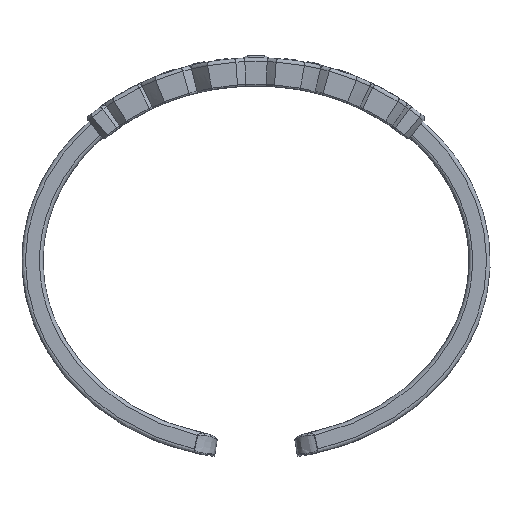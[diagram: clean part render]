
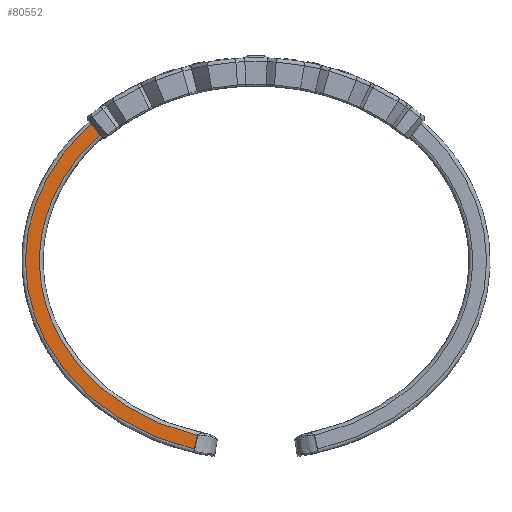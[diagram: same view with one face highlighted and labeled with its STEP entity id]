
A CAD part, front view. The second image highlights one B-rep face of the part: STEP entity #80552.
In plain terms, the highlighted free-form (B-spline) face has degree [3, 3] with [4, 16] control points.
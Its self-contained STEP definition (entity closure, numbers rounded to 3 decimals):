
#80213 = VERTEX_POINT('',#80214);
#80214 = CARTESIAN_POINT('',(-83.21,-30.,-247.9));
#80346 = VERTEX_POINT('',#80347);
#80347 = CARTESIAN_POINT('',(-220.284,-30.,179.702));
#80414 = EDGE_CURVE('',#80213,#80346,#80415,.T.);
#80415 = B_SPLINE_CURVE_WITH_KNOTS('',3,(#80416,#80417,#80418,#80419,
    #80420,#80421,#80422,#80423,#80424,#80425,#80426,#80427,#80428,
    #80429,#80430,#80431),.UNSPECIFIED.,.F.,.F.,(4,1,2,2,1,1,1,1,2,1,4),
  (0.052,0.171,0.289,0.408,
    0.526,0.585,0.645,0.704,
    0.763,0.882,0.995),.UNSPECIFIED.);
#80416 = CARTESIAN_POINT('',(-83.21,-30.,-247.9));
#80417 = CARTESIAN_POINT('',(-106.14,-30.,-242.507));
#80418 = CARTESIAN_POINT('',(-150.937,-30.,-227.174));
#80419 = CARTESIAN_POINT('',(-191.616,-30.,-202.556));
#80420 = CARTESIAN_POINT('',(-228.84,-30.,-173.363));
#80421 = CARTESIAN_POINT('',(-245.734,-30.,-156.457));
#80422 = CARTESIAN_POINT('',(-274.319,-30.,-118.535));
#80423 = CARTESIAN_POINT('',(-291.827,-30.,-86.964));
#80424 = CARTESIAN_POINT('',(-304.608,-30.,-40.837));
#80425 = CARTESIAN_POINT('',(-308.435,-30.,-5.102));
#80426 = CARTESIAN_POINT('',(-306.293,-30.,30.78));
#80427 = CARTESIAN_POINT('',(-300.966,-30.,54.119));
#80428 = CARTESIAN_POINT('',(-290.256,-30.,88.247));
#80429 = CARTESIAN_POINT('',(-269.133,-30.,130.403));
#80430 = CARTESIAN_POINT('',(-237.486,-30.,164.914));
#80431 = CARTESIAN_POINT('',(-220.284,-30.,179.702));
#80552 = ADVANCED_FACE('',(#80553),#80593,.T.);
#80553 = FACE_BOUND('',#80554,.T.);
#80554 = EDGE_LOOP('',(#80555,#80564,#80565,#80574));
#80555 = ORIENTED_EDGE('',*,*,#80556,.F.);
#80556 = EDGE_CURVE('',#80213,#80557,#80559,.T.);
#80557 = VERTEX_POINT('',#80558);
#80558 = CARTESIAN_POINT('',(-87.79,-30.,-267.369));
#80559 = B_SPLINE_CURVE_WITH_KNOTS('',3,(#80560,#80561,#80562,#80563),
  .UNSPECIFIED.,.F.,.F.,(4,4),(0.,2.),.PIECEWISE_BEZIER_KNOTS.);
#80560 = CARTESIAN_POINT('',(-83.21,-30.,-247.9));
#80561 = CARTESIAN_POINT('',(-84.737,-30.,-254.39));
#80562 = CARTESIAN_POINT('',(-86.263,-30.,-260.879));
#80563 = CARTESIAN_POINT('',(-87.79,-30.,-267.369));
#80564 = ORIENTED_EDGE('',*,*,#80414,.T.);
#80565 = ORIENTED_EDGE('',*,*,#80566,.T.);
#80566 = EDGE_CURVE('',#80346,#80567,#80569,.T.);
#80567 = VERTEX_POINT('',#80568);
#80568 = CARTESIAN_POINT('',(-233.321,-30.,194.869));
#80569 = B_SPLINE_CURVE_WITH_KNOTS('',3,(#80570,#80571,#80572,#80573),
  .UNSPECIFIED.,.F.,.F.,(4,4),(0.,2.),
  .PIECEWISE_BEZIER_KNOTS.);
#80570 = CARTESIAN_POINT('',(-220.284,-30.,179.702));
#80571 = CARTESIAN_POINT('',(-224.63,-30.,184.758));
#80572 = CARTESIAN_POINT('',(-228.976,-30.,189.814));
#80573 = CARTESIAN_POINT('',(-233.321,-30.,194.869));
#80574 = ORIENTED_EDGE('',*,*,#80575,.F.);
#80575 = EDGE_CURVE('',#80557,#80567,#80576,.T.);
#80576 = B_SPLINE_CURVE_WITH_KNOTS('',3,(#80577,#80578,#80579,#80580,
    #80581,#80582,#80583,#80584,#80585,#80586,#80587,#80588,#80589,
    #80590,#80591,#80592),.UNSPECIFIED.,.F.,.F.,(4,1,2,1,1,1,1,1,1,1,1,1
    ,4),(0.052,0.171,0.289,0.408,
    0.467,0.526,0.585,0.645,
    0.704,0.763,0.822,0.882,
    0.995),.UNSPECIFIED.);
#80577 = CARTESIAN_POINT('',(-87.79,-30.,-267.369));
#80578 = CARTESIAN_POINT('',(-112.009,-30.,-261.672));
#80579 = CARTESIAN_POINT('',(-159.4,-30.,-245.463));
#80580 = CARTESIAN_POINT('',(-202.687,-30.,-219.29));
#80581 = CARTESIAN_POINT('',(-242.453,-30.,-188.103));
#80582 = CARTESIAN_POINT('',(-269.661,-30.,-160.905));
#80583 = CARTESIAN_POINT('',(-297.744,-30.,-117.72));
#80584 = CARTESIAN_POINT('',(-313.886,-30.,-82.322));
#80585 = CARTESIAN_POINT('',(-324.339,-30.,-44.617));
#80586 = CARTESIAN_POINT('',(-328.523,-30.,-5.577));
#80587 = CARTESIAN_POINT('',(-326.18,-30.,33.633));
#80588 = CARTESIAN_POINT('',(-317.457,-30.,71.826));
#80589 = CARTESIAN_POINT('',(-302.856,-30.,107.962));
#80590 = CARTESIAN_POINT('',(-277.066,-30.,151.447));
#80591 = CARTESIAN_POINT('',(-251.728,-30.,179.046));
#80592 = CARTESIAN_POINT('',(-233.321,-30.,194.869));
#80593 = B_SPLINE_SURFACE_WITH_KNOTS('',3,3,(
    (#80594,#80595,#80596,#80597,#80598,#80599,#80600,#80601,#80602
      ,#80603,#80604,#80605,#80606,#80607,#80608,#80609)
    ,(#80610,#80611,#80612,#80613,#80614,#80615,#80616,#80617,#80618
      ,#80619,#80620,#80621,#80622,#80623,#80624,#80625)
    ,(#80626,#80627,#80628,#80629,#80630,#80631,#80632,#80633,#80634
      ,#80635,#80636,#80637,#80638,#80639,#80640,#80641)
    ,(#80642,#80643,#80644,#80645,#80646,#80647,#80648,#80649,#80650
      ,#80651,#80652,#80653,#80654,#80655,#80656,#80657
  )),.UNSPECIFIED.,.F.,.F.,.F.,(4,4),(4,1,2,1,1,1,1,1,1,1,1,1,4),(
    5.63,7.296),(0.052,0.171,
    0.289,0.408,0.467,0.526,
    0.585,0.645,0.704,0.763,
    0.822,0.882,1.),.UNSPECIFIED.);
#80594 = CARTESIAN_POINT('',(-87.79,-30.,-267.369));
#80595 = CARTESIAN_POINT('',(-112.009,-30.,-261.672));
#80596 = CARTESIAN_POINT('',(-159.406,-30.,-245.456));
#80597 = CARTESIAN_POINT('',(-202.687,-30.,-219.29));
#80598 = CARTESIAN_POINT('',(-242.453,-30.,-188.103));
#80599 = CARTESIAN_POINT('',(-269.658,-30.,-160.91));
#80600 = CARTESIAN_POINT('',(-297.744,-30.,-117.72));
#80601 = CARTESIAN_POINT('',(-313.886,-30.,-82.322));
#80602 = CARTESIAN_POINT('',(-324.339,-30.,-44.617));
#80603 = CARTESIAN_POINT('',(-328.522,-30.,-5.578));
#80604 = CARTESIAN_POINT('',(-326.18,-30.,33.633));
#80605 = CARTESIAN_POINT('',(-317.458,-30.,71.827));
#80606 = CARTESIAN_POINT('',(-302.857,-30.,107.962));
#80607 = CARTESIAN_POINT('',(-276.521,-30.,152.365));
#80608 = CARTESIAN_POINT('',(-250.28,-30.,180.613));
#80609 = CARTESIAN_POINT('',(-230.919,-30.,196.913));
#80610 = CARTESIAN_POINT('',(-86.263,-30.,-260.879));
#80611 = CARTESIAN_POINT('',(-110.053,-30.,-255.285));
#80612 = CARTESIAN_POINT('',(-156.584,-30.,-239.359));
#80613 = CARTESIAN_POINT('',(-198.996,-30.,-213.712));
#80614 = CARTESIAN_POINT('',(-237.916,-30.,-183.19));
#80615 = CARTESIAN_POINT('',(-264.499,-30.,-156.606));
#80616 = CARTESIAN_POINT('',(-291.884,-30.,-114.492));
#80617 = CARTESIAN_POINT('',(-307.598,-30.,-80.025));
#80618 = CARTESIAN_POINT('',(-317.762,-30.,-43.357));
#80619 = CARTESIAN_POINT('',(-321.826,-30.,-5.419));
#80620 = CARTESIAN_POINT('',(-319.551,-30.,32.681));
#80621 = CARTESIAN_POINT('',(-311.073,-30.,69.814));
#80622 = CARTESIAN_POINT('',(-296.863,-30.,104.986));
#80623 = CARTESIAN_POINT('',(-271.197,-30.,148.264));
#80624 = CARTESIAN_POINT('',(-245.567,-30.,175.87));
#80625 = CARTESIAN_POINT('',(-226.626,-30.,191.812));
#80626 = CARTESIAN_POINT('',(-84.737,-30.,-254.39));
#80627 = CARTESIAN_POINT('',(-108.096,-30.,-248.894));
#80628 = CARTESIAN_POINT('',(-153.763,-30.,-233.265));
#80629 = CARTESIAN_POINT('',(-195.306,-30.,-208.134));
#80630 = CARTESIAN_POINT('',(-233.378,-30.,-178.276));
#80631 = CARTESIAN_POINT('',(-259.341,-30.,-152.303));
#80632 = CARTESIAN_POINT('',(-286.023,-30.,-111.263));
#80633 = CARTESIAN_POINT('',(-301.31,-30.,-77.729));
#80634 = CARTESIAN_POINT('',(-311.185,-30.,-42.097));
#80635 = CARTESIAN_POINT('',(-315.131,-30.,-5.261));
#80636 = CARTESIAN_POINT('',(-312.922,-30.,31.73));
#80637 = CARTESIAN_POINT('',(-304.687,-30.,67.803));
#80638 = CARTESIAN_POINT('',(-290.87,-30.,102.009));
#80639 = CARTESIAN_POINT('',(-265.873,-30.,144.164));
#80640 = CARTESIAN_POINT('',(-240.853,-30.,171.118));
#80641 = CARTESIAN_POINT('',(-222.332,-30.,186.712));
#80642 = CARTESIAN_POINT('',(-83.21,-30.,-247.9));
#80643 = CARTESIAN_POINT('',(-106.14,-30.,-242.507));
#80644 = CARTESIAN_POINT('',(-150.941,-30.,-227.168));
#80645 = CARTESIAN_POINT('',(-191.616,-30.,-202.556));
#80646 = CARTESIAN_POINT('',(-228.84,-30.,-173.363));
#80647 = CARTESIAN_POINT('',(-254.182,-30.,-148.));
#80648 = CARTESIAN_POINT('',(-280.162,-30.,-108.034));
#80649 = CARTESIAN_POINT('',(-295.022,-30.,-75.432));
#80650 = CARTESIAN_POINT('',(-304.608,-30.,-40.837));
#80651 = CARTESIAN_POINT('',(-308.435,-30.,-5.102));
#80652 = CARTESIAN_POINT('',(-306.293,-30.,30.778));
#80653 = CARTESIAN_POINT('',(-298.301,-30.,65.79));
#80654 = CARTESIAN_POINT('',(-284.876,-30.,99.032));
#80655 = CARTESIAN_POINT('',(-260.55,-30.,140.063));
#80656 = CARTESIAN_POINT('',(-236.14,-30.,166.374));
#80657 = CARTESIAN_POINT('',(-218.039,-30.,181.612));
